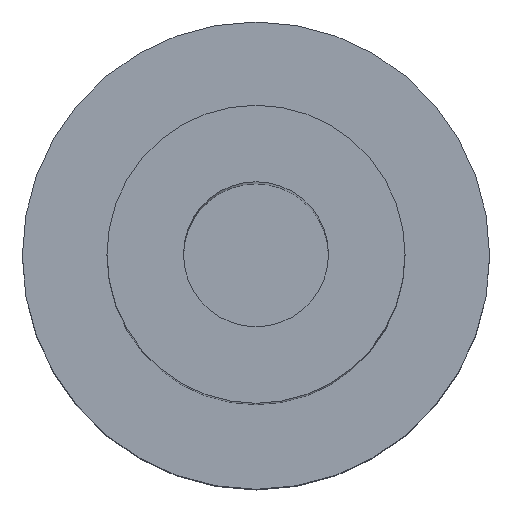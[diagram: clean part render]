
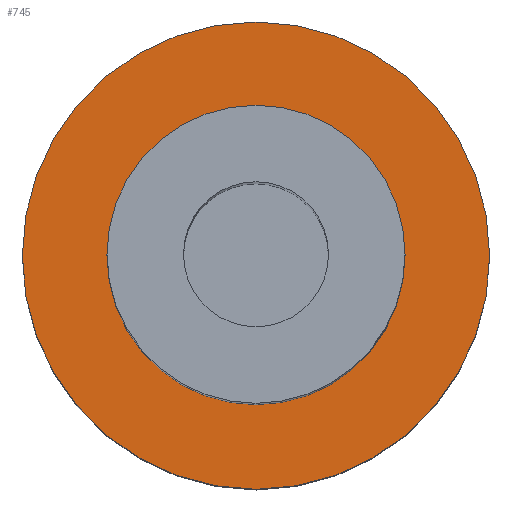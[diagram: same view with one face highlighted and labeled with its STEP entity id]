
A CAD part, top view. The second image highlights one B-rep face of the part: STEP entity #745.
In plain terms, the highlighted face is planar.
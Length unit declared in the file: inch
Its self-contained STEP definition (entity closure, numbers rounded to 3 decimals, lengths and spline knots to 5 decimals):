
#440=CARTESIAN_POINT('',(0.,0.24,0.));
#441=DIRECTION('',(0.,1.,0.));
#442=DIRECTION('',(0.,0.,1.));
#443=AXIS2_PLACEMENT_3D('',#440,#441,#442);
#445=CARTESIAN_POINT('',(0.,0.24,0.));
#446=DIRECTION('',(0.,1.,0.));
#447=DIRECTION('',(0.,0.,-1.));
#448=AXIS2_PLACEMENT_3D('',#445,#446,#447);
#450=CARTESIAN_POINT('',(0.,0.24,0.));
#451=DIRECTION('',(0.,-1.,0.));
#452=DIRECTION('',(0.,0.,-1.));
#453=AXIS2_PLACEMENT_3D('',#450,#451,#452);
#455=CARTESIAN_POINT('',(0.,0.24,0.));
#456=DIRECTION('',(0.,-1.,0.));
#457=DIRECTION('',(0.,0.,1.));
#458=AXIS2_PLACEMENT_3D('',#455,#456,#457);
#534=CARTESIAN_POINT('',(0.,0.24,-0.0925));
#536=VERTEX_POINT('',#534);
#540=CARTESIAN_POINT('',(0.,0.24,-0.145));
#541=CARTESIAN_POINT('',(0.,0.24,0.145));
#542=VERTEX_POINT('',#540);
#543=VERTEX_POINT('',#541);
#550=CARTESIAN_POINT('',(0.,0.24,0.0925));
#551=VERTEX_POINT('',#550);
#729=CARTESIAN_POINT('',(0.145,0.24,0.));
#730=DIRECTION('',(0.,1.,0.));
#731=DIRECTION('',(0.,0.,1.));
#732=AXIS2_PLACEMENT_3D('',#729,#730,#731);
#733=PLANE('',#732);
#734=ORIENTED_EDGE('',*,*,#719,.F.);
#736=ORIENTED_EDGE('',*,*,#735,.F.);
#737=EDGE_LOOP('',(#734,#736));
#738=FACE_OUTER_BOUND('',#737,.F.);
#740=ORIENTED_EDGE('',*,*,#739,.F.);
#742=ORIENTED_EDGE('',*,*,#741,.F.);
#743=EDGE_LOOP('',(#740,#742));
#744=FACE_BOUND('',#743,.F.);
#745=ADVANCED_FACE('',(#738,#744),#733,.T.);
#444=CIRCLE('',#443,0.145);
#449=CIRCLE('',#448,0.145);
#454=CIRCLE('',#453,0.0925);
#459=CIRCLE('',#458,0.0925);
#719=EDGE_CURVE('',#543,#542,#444,.T.);
#735=EDGE_CURVE('',#542,#543,#449,.T.);
#739=EDGE_CURVE('',#536,#551,#454,.T.);
#741=EDGE_CURVE('',#551,#536,#459,.T.);
